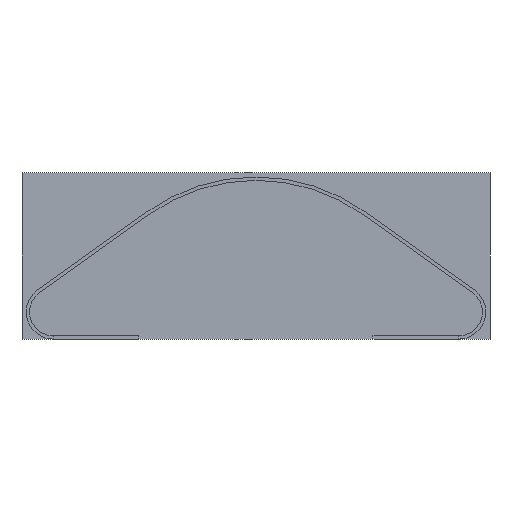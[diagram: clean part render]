
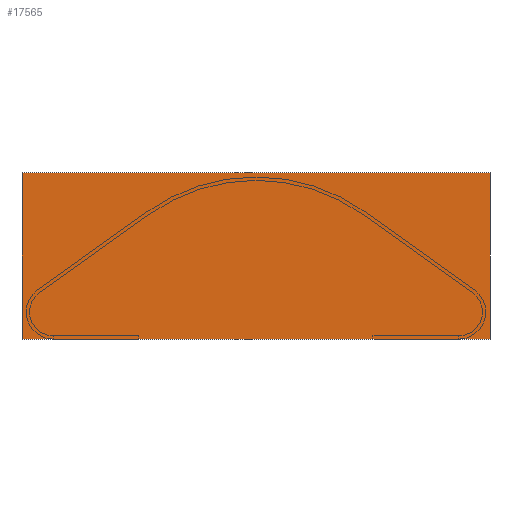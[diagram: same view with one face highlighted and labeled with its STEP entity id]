
A CAD part, front view. The second image highlights one B-rep face of the part: STEP entity #17565.
In plain terms, the highlighted planar face has unit normal (0, -1, 0).
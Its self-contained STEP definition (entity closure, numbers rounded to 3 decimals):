
#1271=ORIENTED_EDGE('',*,*,#6769,.T.);
#1272=ORIENTED_EDGE('',*,*,#6773,.T.);
#1273=ORIENTED_EDGE('',*,*,#6776,.T.);
#1274=ORIENTED_EDGE('',*,*,#6778,.T.);
#6769=EDGE_CURVE('',#9526,#9525,#11181,.T.);
#6773=EDGE_CURVE('',#9525,#9528,#11185,.T.);
#6776=EDGE_CURVE('',#9528,#9530,#11188,.T.);
#6778=EDGE_CURVE('',#9530,#9526,#11190,.T.);
#9525=VERTEX_POINT('',#25871);
#9526=VERTEX_POINT('',#25873);
#9528=VERTEX_POINT('',#25879);
#9530=VERTEX_POINT('',#25885);
#11181=LINE('',#25872,#13121);
#11185=LINE('',#25880,#13125);
#11188=LINE('',#25886,#13128);
#11190=LINE('',#25889,#13130);
#13121=VECTOR('',#20353,1000.);
#13125=VECTOR('',#20359,1000.);
#13128=VECTOR('',#20364,1000.);
#13130=VECTOR('',#20368,1000.);
#15063=EDGE_LOOP('',(#1271,#1272,#1273,#1274));
#16033=FACE_BOUND('',#15063,.T.);
#17003=PLANE('',#18563);
#17565=ADVANCED_FACE('',(#16033),#17003,.T.);
#18563=AXIS2_PLACEMENT_3D('',#25890,#20369,#20370);
#20353=DIRECTION('',(0.,0.,-1.));
#20359=DIRECTION('',(1.,0.,0.));
#20364=DIRECTION('',(0.,0.,1.));
#20368=DIRECTION('',(-1.,0.,0.));
#20369=DIRECTION('',(0.,-1.,0.));
#20370=DIRECTION('',(0.,0.,-1.));
#25871=CARTESIAN_POINT('',(-5.6,-204.4,-1.99));
#25872=CARTESIAN_POINT('',(-5.6,-204.4,1.99));
#25873=CARTESIAN_POINT('',(-5.6,-204.4,1.99));
#25879=CARTESIAN_POINT('',(5.6,-204.4,-1.99));
#25880=CARTESIAN_POINT('',(-5.6,-204.4,-1.99));
#25885=CARTESIAN_POINT('',(5.6,-204.4,1.99));
#25886=CARTESIAN_POINT('',(5.6,-204.4,-1.99));
#25889=CARTESIAN_POINT('',(5.6,-204.4,1.99));
#25890=CARTESIAN_POINT('',(0.,-204.4,0.));
